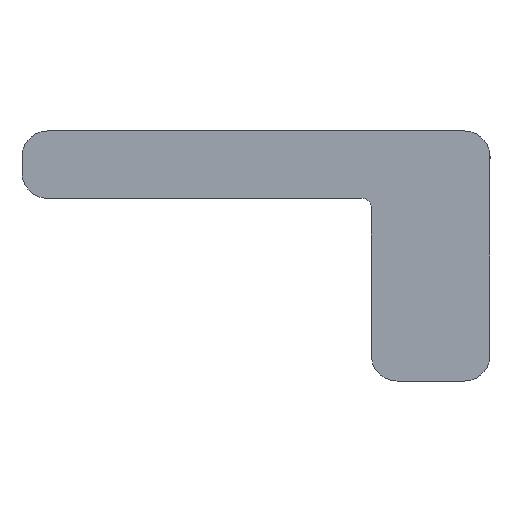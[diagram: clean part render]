
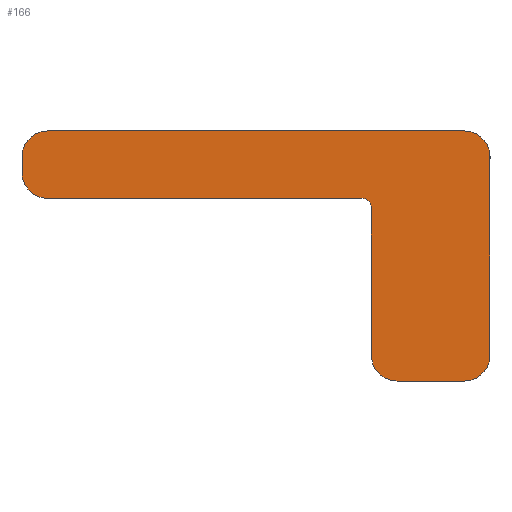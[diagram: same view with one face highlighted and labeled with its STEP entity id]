
A CAD part, left-side view. The second image highlights one B-rep face of the part: STEP entity #166.
In plain terms, the highlighted planar face has unit normal (-1, 0, 0).
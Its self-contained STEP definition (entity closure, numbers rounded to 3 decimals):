
#166=ADVANCED_FACE('',(#194),#195,.T.);
#194=FACE_OUTER_BOUND('',#222,.T.);
#195=PLANE('',#223);
#222=EDGE_LOOP('',(#323,#324,#325,#326,#327,#328,#329,#330,#331,#332,#333,#334));
#223=AXIS2_PLACEMENT_3D('',#335,#336,#337);
#323=ORIENTED_EDGE('',*,*,#342,.T.);
#324=ORIENTED_EDGE('',*,*,#338,.T.);
#325=ORIENTED_EDGE('',*,*,#372,.T.);
#326=ORIENTED_EDGE('',*,*,#369,.T.);
#327=ORIENTED_EDGE('',*,*,#366,.T.);
#328=ORIENTED_EDGE('',*,*,#363,.T.);
#329=ORIENTED_EDGE('',*,*,#360,.T.);
#330=ORIENTED_EDGE('',*,*,#357,.T.);
#331=ORIENTED_EDGE('',*,*,#354,.T.);
#332=ORIENTED_EDGE('',*,*,#351,.T.);
#333=ORIENTED_EDGE('',*,*,#348,.T.);
#334=ORIENTED_EDGE('',*,*,#345,.T.);
#335=CARTESIAN_POINT('',(-50.0,-3.6,1.8));
#336=DIRECTION('',(-1.0,0.0,0.0));
#337=DIRECTION('',(0.0,1.0,0.0));
#338=EDGE_CURVE('',#374,#375,#376,.T.);
#342=EDGE_CURVE('',#382,#374,#383,.T.);
#345=EDGE_CURVE('',#387,#382,#388,.T.);
#348=EDGE_CURVE('',#392,#387,#393,.T.);
#351=EDGE_CURVE('',#397,#392,#398,.T.);
#354=EDGE_CURVE('',#402,#397,#403,.F.);
#357=EDGE_CURVE('',#407,#402,#408,.T.);
#360=EDGE_CURVE('',#412,#407,#413,.T.);
#363=EDGE_CURVE('',#417,#412,#418,.T.);
#366=EDGE_CURVE('',#422,#417,#423,.T.);
#369=EDGE_CURVE('',#427,#422,#428,.T.);
#372=EDGE_CURVE('',#375,#427,#432,.T.);
#374=VERTEX_POINT('',#434);
#375=VERTEX_POINT('',#435);
#376=LINE('',#436,#437);
#382=VERTEX_POINT('',#446);
#383=CIRCLE('',#447,0.8);
#387=VERTEX_POINT('',#452);
#388=LINE('',#453,#454);
#392=VERTEX_POINT('',#460);
#393=CIRCLE('',#461,0.8);
#397=VERTEX_POINT('',#466);
#398=LINE('',#467,#468);
#402=VERTEX_POINT('',#474);
#403=CIRCLE('',#475,0.3);
#407=VERTEX_POINT('',#480);
#408=LINE('',#481,#482);
#412=VERTEX_POINT('',#488);
#413=CIRCLE('',#489,0.8);
#417=VERTEX_POINT('',#494);
#418=LINE('',#495,#496);
#422=VERTEX_POINT('',#502);
#423=CIRCLE('',#503,0.8);
#427=VERTEX_POINT('',#508);
#428=LINE('',#509,#510);
#432=CIRCLE('',#516,0.8);
#434=CARTESIAN_POINT('',(-50.,-7.3,-3.1));
#435=CARTESIAN_POINT('',(-50.,-7.3,3.1));
#436=CARTESIAN_POINT('',(-50.,-7.3,0.));
#437=VECTOR('',#518,1.0);
#446=CARTESIAN_POINT('',(-50.,-6.5,-3.9));
#447=AXIS2_PLACEMENT_3D('',#522,#523,#524);
#452=CARTESIAN_POINT('',(-50.,-4.4,-3.9));
#453=CARTESIAN_POINT('',(-50.,-5.45,-3.9));
#454=VECTOR('',#529,1.0);
#460=CARTESIAN_POINT('',(-50.,-3.6,-3.1));
#461=AXIS2_PLACEMENT_3D('',#532,#533,#534);
#466=CARTESIAN_POINT('',(-50.,-3.6,1.5));
#467=CARTESIAN_POINT('',(-50.,-3.6,-0.8));
#468=VECTOR('',#539,1.0);
#474=CARTESIAN_POINT('',(-50.,-3.3,1.8));
#475=AXIS2_PLACEMENT_3D('',#542,#543,#544);
#480=CARTESIAN_POINT('',(-50.,6.5,1.8));
#481=CARTESIAN_POINT('',(-50.,1.6,1.8));
#482=VECTOR('',#549,1.0);
#488=CARTESIAN_POINT('',(-50.,7.3,2.6));
#489=AXIS2_PLACEMENT_3D('',#552,#553,#554);
#494=CARTESIAN_POINT('',(-50.,7.3,3.1));
#495=CARTESIAN_POINT('',(-50.,7.3,2.85));
#496=VECTOR('',#559,1.0);
#502=CARTESIAN_POINT('',(-50.,6.5,3.9));
#503=AXIS2_PLACEMENT_3D('',#562,#563,#564);
#508=CARTESIAN_POINT('',(-50.,-6.5,3.9));
#509=CARTESIAN_POINT('',(-50.,0.,3.9));
#510=VECTOR('',#569,1.0);
#516=AXIS2_PLACEMENT_3D('',#572,#573,#574);
#518=DIRECTION('',(0.0,0.,1.0));
#522=CARTESIAN_POINT('',(-50.,-6.5,-3.1));
#523=DIRECTION('',(-1.0,0.0,0.0));
#524=DIRECTION('',(0.0,0.0,1.0));
#529=DIRECTION('',(0.0,-1.0,0.));
#532=CARTESIAN_POINT('',(-50.,-4.4,-3.1));
#533=DIRECTION('',(-1.0,0.0,0.0));
#534=DIRECTION('',(0.0,0.0,1.0));
#539=DIRECTION('',(0.0,0.,-1.0));
#542=CARTESIAN_POINT('',(-50.,-3.3,1.5));
#543=DIRECTION('',(-1.0,0.0,0.0));
#544=DIRECTION('',(0.0,0.0,1.0));
#549=DIRECTION('',(0.0,-1.0,0.));
#552=CARTESIAN_POINT('',(-50.,6.5,2.6));
#553=DIRECTION('',(-1.0,0.0,0.0));
#554=DIRECTION('',(0.0,0.0,1.0));
#559=DIRECTION('',(0.0,0.,-1.0));
#562=CARTESIAN_POINT('',(-50.,6.5,3.1));
#563=DIRECTION('',(-1.0,0.0,0.0));
#564=DIRECTION('',(0.0,0.0,1.0));
#569=DIRECTION('',(0.0,1.0,0.));
#572=CARTESIAN_POINT('',(-50.,-6.5,3.1));
#573=DIRECTION('',(-1.0,0.0,0.0));
#574=DIRECTION('',(0.0,0.0,1.0));
